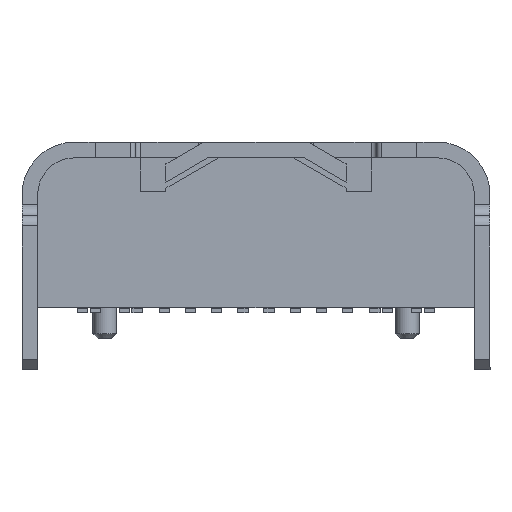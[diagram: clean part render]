
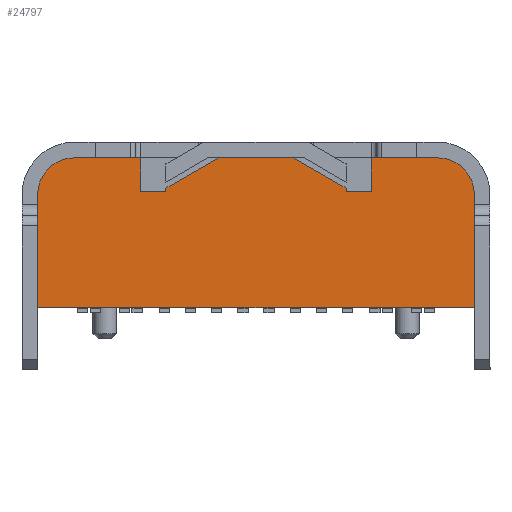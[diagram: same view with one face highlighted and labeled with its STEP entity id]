
A CAD part, front view. The second image highlights one B-rep face of the part: STEP entity #24797.
In plain terms, the highlighted planar face has unit normal (0, -1, 0).
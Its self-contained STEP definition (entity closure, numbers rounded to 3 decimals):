
#206 = VECTOR ( 'NONE', #30308, 1000. ) ;
#531 = CARTESIAN_POINT ( 'NONE',  ( -2.2, -3.45, 2.86 ) ) ;
#915 = VECTOR ( 'NONE', #11725, 1000. ) ;
#1374 = AXIS2_PLACEMENT_3D ( 'NONE', #22067, #6753, #8612 ) ;
#1405 = VECTOR ( 'NONE', #22386, 1000. ) ;
#2042 = VECTOR ( 'NONE', #2488, 1000. ) ;
#2488 = DIRECTION ( 'NONE',  ( 1., 0., 0. ) ) ;
#2634 = DIRECTION ( 'NONE',  ( 0., -1., 0. ) ) ;
#2822 = VECTOR ( 'NONE', #11418, 1000. ) ;
#3102 = EDGE_CURVE ( 'NONE', #18223, #12546, #28037, .T. ) ;
#3376 = CARTESIAN_POINT ( 'NONE',  ( -4.17, -3.45, 1. ) ) ;
#3424 = EDGE_CURVE ( 'NONE', #22674, #7783, #27407, .T. ) ;
#3488 = LINE ( 'NONE', #15840, #206 ) ;
#3611 = LINE ( 'NONE', #13205, #35163 ) ;
#3622 = VERTEX_POINT ( 'NONE', #32687 ) ;
#3768 = DIRECTION ( 'NONE',  ( 0., 0., 1. ) ) ;
#3907 = CARTESIAN_POINT ( 'NONE',  ( 1.72, -3.45, 2.223 ) ) ;
#3998 = VECTOR ( 'NONE', #9091, 1000. ) ;
#4383 = CARTESIAN_POINT ( 'NONE',  ( -4.17, -3.45, 2.16 ) ) ;
#4657 = CARTESIAN_POINT ( 'NONE',  ( 3.47, -3.45, 2.86 ) ) ;
#4704 = EDGE_CURVE ( 'NONE', #9390, #7783, #3488, .T. ) ;
#5335 = ORIENTED_EDGE ( 'NONE', *, *, #21903, .F. ) ;
#5626 = EDGE_CURVE ( 'NONE', #36898, #30301, #5682, .T. ) ;
#5682 = LINE ( 'NONE', #29716, #2042 ) ;
#6031 = DIRECTION ( 'NONE',  ( 0., 0., -1. ) ) ;
#6203 = CARTESIAN_POINT ( 'NONE',  ( -1.72, -3.45, 2.223 ) ) ;
#6753 = DIRECTION ( 'NONE',  ( 0., 1., 0. ) ) ;
#7783 = VERTEX_POINT ( 'NONE', #20795 ) ;
#8235 = LINE ( 'NONE', #14415, #2822 ) ;
#8246 = CIRCLE ( 'NONE', #30452, 0.7 ) ;
#8612 = DIRECTION ( 'NONE',  ( 0., 0., -1. ) ) ;
#8980 = CARTESIAN_POINT ( 'NONE',  ( 2.2, -3.45, 2.86 ) ) ;
#9091 = DIRECTION ( 'NONE',  ( 0., 0., 1. ) ) ;
#9224 = CARTESIAN_POINT ( 'NONE',  ( -3.47, -3.45, 2.16 ) ) ;
#9390 = VERTEX_POINT ( 'NONE', #17179 ) ;
#9601 = EDGE_CURVE ( 'NONE', #12228, #19770, #3611, .T. ) ;
#9835 = LINE ( 'NONE', #21955, #30379 ) ;
#10456 = DIRECTION ( 'NONE',  ( 0., -1., 0. ) ) ;
#11053 = DIRECTION ( 'NONE',  ( 0., 0., 1. ) ) ;
#11054 = EDGE_CURVE ( 'NONE', #25434, #3622, #27167, .T. ) ;
#11418 = DIRECTION ( 'NONE',  ( 1., 0., 0. ) ) ;
#11725 = DIRECTION ( 'NONE',  ( 1., 0., 0. ) ) ;
#12103 = CARTESIAN_POINT ( 'NONE',  ( -3.47, -3.45, 2.86 ) ) ;
#12228 = VERTEX_POINT ( 'NONE', #38450 ) ;
#12320 = CARTESIAN_POINT ( 'NONE',  ( -1.822, -3.45, 2.223 ) ) ;
#12546 = VERTEX_POINT ( 'NONE', #4383 ) ;
#12625 = DIRECTION ( 'NONE',  ( 1., 0., 0. ) ) ;
#13205 = CARTESIAN_POINT ( 'NONE',  ( 2.2, -3.45, 2.223 ) ) ;
#13228 = VECTOR ( 'NONE', #18440, 1000. ) ;
#13455 = ORIENTED_EDGE ( 'NONE', *, *, #4704, .T. ) ;
#13766 = EDGE_CURVE ( 'NONE', #30301, #22674, #23416, .T. ) ;
#14361 = EDGE_CURVE ( 'NONE', #12546, #22579, #18517, .T. ) ;
#14415 = CARTESIAN_POINT ( 'NONE',  ( 2.2, -3.45, 2.223 ) ) ;
#14698 = VERTEX_POINT ( 'NONE', #3907 ) ;
#15840 = CARTESIAN_POINT ( 'NONE',  ( 0.72, -3.45, 2.86 ) ) ;
#16111 = EDGE_CURVE ( 'NONE', #20006, #9390, #21189, .T. ) ;
#16647 = CARTESIAN_POINT ( 'NONE',  ( -2.2, -3.45, 2.223 ) ) ;
#16860 = CARTESIAN_POINT ( 'NONE',  ( -1.72, -3.45, 2.283 ) ) ;
#17179 = CARTESIAN_POINT ( 'NONE',  ( 0.72, -3.45, 2.86 ) ) ;
#17500 = ORIENTED_EDGE ( 'NONE', *, *, #3424, .F. ) ;
#17563 = VECTOR ( 'NONE', #34075, 1000. ) ;
#18223 = VERTEX_POINT ( 'NONE', #35323 ) ;
#18283 = ORIENTED_EDGE ( 'NONE', *, *, #33190, .F. ) ;
#18440 = DIRECTION ( 'NONE',  ( 0.866, 0., 0.5 ) ) ;
#18517 = CIRCLE ( 'NONE', #1374, 0.7 ) ;
#18602 = ORIENTED_EDGE ( 'NONE', *, *, #18659, .T. ) ;
#18659 = EDGE_CURVE ( 'NONE', #3622, #32817, #8246, .T. ) ;
#19471 = EDGE_CURVE ( 'NONE', #32817, #19770, #34853, .T. ) ;
#19770 = VERTEX_POINT ( 'NONE', #8980 ) ;
#20006 = VERTEX_POINT ( 'NONE', #26967 ) ;
#20146 = ORIENTED_EDGE ( 'NONE', *, *, #25551, .T. ) ;
#20310 = ORIENTED_EDGE ( 'NONE', *, *, #16111, .T. ) ;
#20352 = ORIENTED_EDGE ( 'NONE', *, *, #31561, .T. ) ;
#20434 = DIRECTION ( 'NONE',  ( 0., 0., 1. ) ) ;
#20795 = CARTESIAN_POINT ( 'NONE',  ( -0.72, -3.45, 2.86 ) ) ;
#20826 = CARTESIAN_POINT ( 'NONE',  ( -4.17, -3.45, 0. ) ) ;
#21189 = LINE ( 'NONE', #22009, #17563 ) ;
#21469 = ORIENTED_EDGE ( 'NONE', *, *, #11054, .T. ) ;
#21903 = EDGE_CURVE ( 'NONE', #14698, #12228, #8235, .T. ) ;
#21955 = CARTESIAN_POINT ( 'NONE',  ( -3.47, -3.45, 2.86 ) ) ;
#22009 = CARTESIAN_POINT ( 'NONE',  ( 1.822, -3.45, 2.223 ) ) ;
#22067 = CARTESIAN_POINT ( 'NONE',  ( -3.47, -3.45, 2.16 ) ) ;
#22386 = DIRECTION ( 'NONE',  ( -1., 0., 0. ) ) ;
#22579 = VERTEX_POINT ( 'NONE', #12103 ) ;
#22674 = VERTEX_POINT ( 'NONE', #16860 ) ;
#22850 = VECTOR ( 'NONE', #3768, 1000. ) ;
#22944 = AXIS2_PLACEMENT_3D ( 'NONE', #9224, #2634, #6031 ) ;
#22958 = CARTESIAN_POINT ( 'NONE',  ( 3.47, -3.45, 2.16 ) ) ;
#23416 = LINE ( 'NONE', #23809, #33651 ) ;
#23639 = LINE ( 'NONE', #20826, #915 ) ;
#23809 = CARTESIAN_POINT ( 'NONE',  ( -1.72, -3.45, 2.223 ) ) ;
#24101 = FACE_OUTER_BOUND ( 'NONE', #27560, .T. ) ;
#24747 = ORIENTED_EDGE ( 'NONE', *, *, #19471, .T. ) ;
#24797 = ADVANCED_FACE ( 'NONE', ( #24101 ), #30458, .T. ) ;
#25283 = DIRECTION ( 'NONE',  ( 0., 0., 1. ) ) ;
#25434 = VERTEX_POINT ( 'NONE', #32887 ) ;
#25551 = EDGE_CURVE ( 'NONE', #14698, #20006, #37769, .T. ) ;
#25753 = DIRECTION ( 'NONE',  ( 0., 0., -1. ) ) ;
#26345 = LINE ( 'NONE', #16647, #39265 ) ;
#26967 = CARTESIAN_POINT ( 'NONE',  ( 1.72, -3.45, 2.283 ) ) ;
#27159 = CARTESIAN_POINT ( 'NONE',  ( 3.47, -3.45, 2.86 ) ) ;
#27167 = LINE ( 'NONE', #36251, #3998 ) ;
#27407 = LINE ( 'NONE', #12320, #13228 ) ;
#27560 = EDGE_LOOP ( 'NONE', ( #31448, #18283, #28245, #38189, #20352, #21469, #18602, #24747, #34652, #5335, #20146, #20310, #13455, #17500, #38471, #29283 ) ) ;
#28007 = EDGE_CURVE ( 'NONE', #36898, #32758, #26345, .T. ) ;
#28037 = LINE ( 'NONE', #3376, #22850 ) ;
#28245 = ORIENTED_EDGE ( 'NONE', *, *, #14361, .F. ) ;
#29283 = ORIENTED_EDGE ( 'NONE', *, *, #5626, .F. ) ;
#29716 = CARTESIAN_POINT ( 'NONE',  ( -2.2, -3.45, 2.223 ) ) ;
#30301 = VERTEX_POINT ( 'NONE', #6203 ) ;
#30308 = DIRECTION ( 'NONE',  ( -1., 0., 0. ) ) ;
#30379 = VECTOR ( 'NONE', #12625, 1000. ) ;
#30452 = AXIS2_PLACEMENT_3D ( 'NONE', #22958, #10456, #25753 ) ;
#30458 = PLANE ( 'NONE',  #22944 ) ;
#31448 = ORIENTED_EDGE ( 'NONE', *, *, #28007, .T. ) ;
#31561 = EDGE_CURVE ( 'NONE', #18223, #25434, #23639, .T. ) ;
#32191 = VECTOR ( 'NONE', #37961, 1000. ) ;
#32687 = CARTESIAN_POINT ( 'NONE',  ( 4.17, -3.45, 2.16 ) ) ;
#32758 = VERTEX_POINT ( 'NONE', #531 ) ;
#32817 = VERTEX_POINT ( 'NONE', #27159 ) ;
#32887 = CARTESIAN_POINT ( 'NONE',  ( 4.17, -3.45, 0. ) ) ;
#33190 = EDGE_CURVE ( 'NONE', #22579, #32758, #9835, .T. ) ;
#33243 = CARTESIAN_POINT ( 'NONE',  ( -2.2, -3.45, 2.223 ) ) ;
#33651 = VECTOR ( 'NONE', #20434, 1000. ) ;
#34075 = DIRECTION ( 'NONE',  ( -0.866, 0., 0.5 ) ) ;
#34652 = ORIENTED_EDGE ( 'NONE', *, *, #9601, .F. ) ;
#34853 = LINE ( 'NONE', #4657, #1405 ) ;
#35163 = VECTOR ( 'NONE', #25283, 1000. ) ;
#35217 = CARTESIAN_POINT ( 'NONE',  ( 1.72, -3.45, 2.223 ) ) ;
#35323 = CARTESIAN_POINT ( 'NONE',  ( -4.17, -3.45, 0. ) ) ;
#36251 = CARTESIAN_POINT ( 'NONE',  ( 4.17, -3.45, 1. ) ) ;
#36898 = VERTEX_POINT ( 'NONE', #33243 ) ;
#37769 = LINE ( 'NONE', #35217, #32191 ) ;
#37961 = DIRECTION ( 'NONE',  ( 0., 0., 1. ) ) ;
#38189 = ORIENTED_EDGE ( 'NONE', *, *, #3102, .F. ) ;
#38450 = CARTESIAN_POINT ( 'NONE',  ( 2.2, -3.45, 2.223 ) ) ;
#38471 = ORIENTED_EDGE ( 'NONE', *, *, #13766, .F. ) ;
#39265 = VECTOR ( 'NONE', #11053, 1000. ) ;
